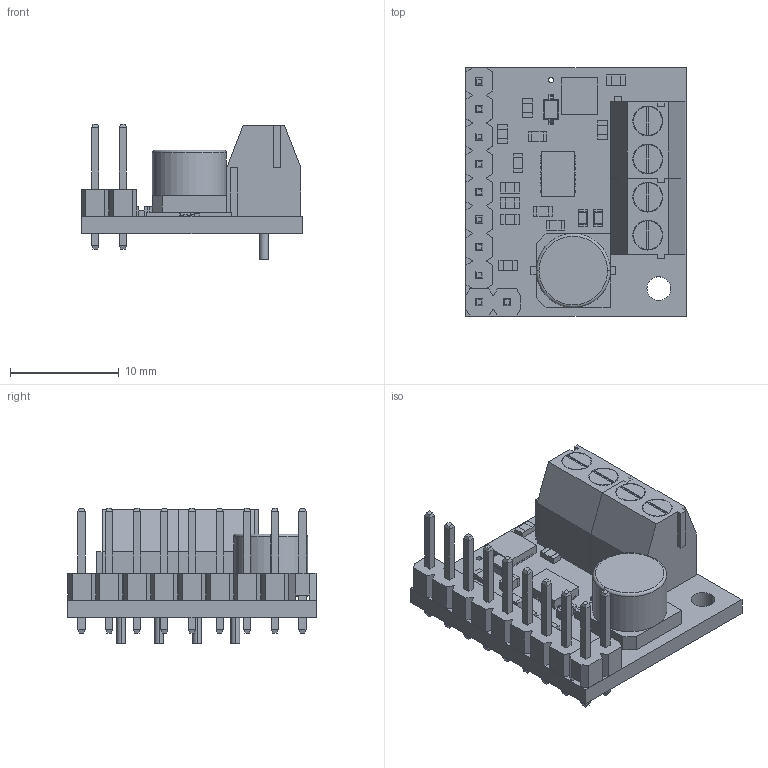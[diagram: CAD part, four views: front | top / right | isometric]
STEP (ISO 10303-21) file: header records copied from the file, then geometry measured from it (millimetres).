
FILE_DESCRIPTION (( 'STEP AP214' ), '1' );
FILE_NAME ('mpq6612a-single-brushed-dc-motor-driver-carrier.step', '2026-02-10T20:17:30', ( '' ), ( '' ), 'SwSTEP 2.0', 'SolidWorks 2026', '' );
FILE_SCHEMA (( 'AUTOMOTIVE_DESIGN' ));
Length unit declared in the file: millimetre
Products named in the file (1): mpq6612a-single-brushed-dc-motor-driver-carrier
Bounding box: 20.32 x 22.86 x 12.5 mm (x, y, z)
Volume: 1721.9 mm3; surface area: 3179.1 mm2
Topology: 5 solids, 5 shells, 1347 faces, 3598 edges, 2328 vertices
Faces by surface type: plane 1057, bspline 185, cylinder 103, torus 2
Entity records: 61105 total; most frequent: CARTESIAN_POINT 15523, ORIENTED_EDGE 7196, DIRECTION 5710, EDGE_CURVE 3598, LINE 2960, VECTOR 2960, VERTEX_POINT 2328, EDGE_LOOP 1504
